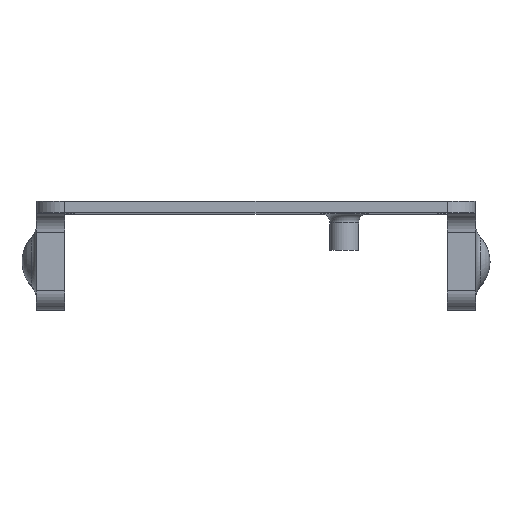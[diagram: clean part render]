
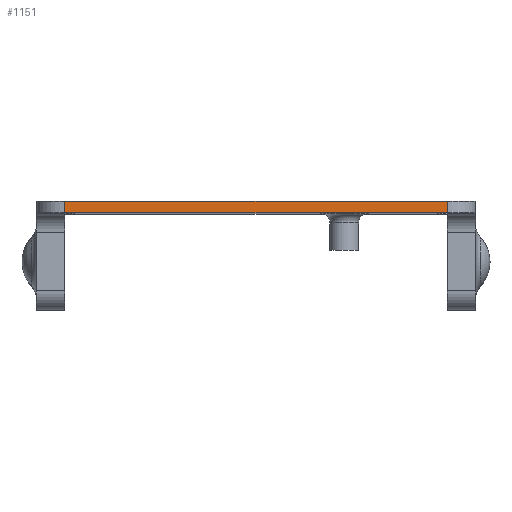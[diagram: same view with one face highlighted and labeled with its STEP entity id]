
A CAD part, top view. The second image highlights one B-rep face of the part: STEP entity #1151.
In plain terms, the highlighted planar face has unit normal (0, 0, 1).
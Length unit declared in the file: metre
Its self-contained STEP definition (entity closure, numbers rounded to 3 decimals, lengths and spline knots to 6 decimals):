
#26=PLANE('',#1234);
#59=LINE('',#1725,#167);
#60=LINE('',#1727,#168);
#61=LINE('',#1729,#169);
#62=LINE('',#1731,#170);
#167=VECTOR('',#1365,1.);
#168=VECTOR('',#1368,1.);
#169=VECTOR('',#1369,1.);
#170=VECTOR('',#1370,1.);
#278=ORIENTED_EDGE('',*,*,#618,.F.);
#279=ORIENTED_EDGE('',*,*,#617,.F.);
#280=ORIENTED_EDGE('',*,*,#619,.T.);
#281=ORIENTED_EDGE('',*,*,#620,.T.);
#617=EDGE_CURVE('',#787,#785,#59,.T.);
#618=EDGE_CURVE('',#785,#788,#60,.T.);
#619=EDGE_CURVE('',#787,#789,#61,.T.);
#620=EDGE_CURVE('',#789,#788,#62,.T.);
#785=VERTEX_POINT('',#1720);
#787=VERTEX_POINT('',#1724);
#788=VERTEX_POINT('',#1728);
#789=VERTEX_POINT('',#1730);
#962=EDGE_LOOP('',(#278,#279,#280,#281));
#1044=FACE_BOUND('',#962,.T.);
#1151=ADVANCED_FACE('',(#1044),#26,.T.);
#1234=AXIS2_PLACEMENT_3D('',#1726,#1366,#1367);
#1365=DIRECTION('',(0.,1.,0.));
#1366=DIRECTION('',(0.,0.,1.));
#1367=DIRECTION('',(0.,-1.,0.));
#1368=DIRECTION('',(1.,0.,0.));
#1369=DIRECTION('',(1.,0.,0.));
#1370=DIRECTION('',(0.,1.,0.));
#1720=CARTESIAN_POINT('',(-0.01,0.006395,0.033));
#1724=CARTESIAN_POINT('',(-0.01,0.005795,0.033));
#1725=CARTESIAN_POINT('',(-0.01,0.005795,0.033));
#1726=CARTESIAN_POINT('',(-0.005,0.005795,0.033));
#1727=CARTESIAN_POINT('',(-0.005,0.006395,0.033));
#1728=CARTESIAN_POINT('',(0.01,0.006395,0.033));
#1729=CARTESIAN_POINT('',(-0.005,0.005795,0.033));
#1730=CARTESIAN_POINT('',(0.01,0.005795,0.033));
#1731=CARTESIAN_POINT('',(0.01,0.005795,0.033));
